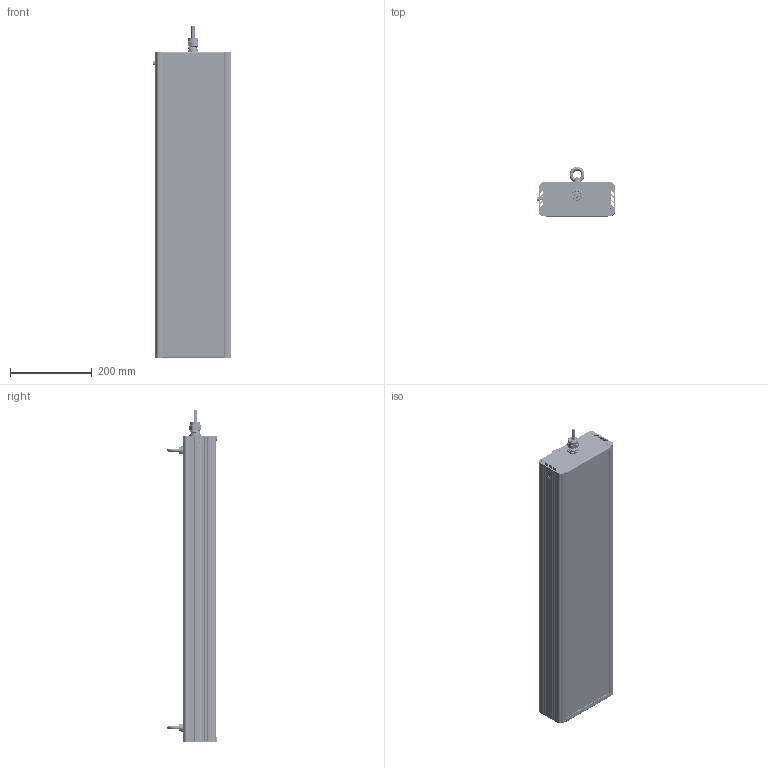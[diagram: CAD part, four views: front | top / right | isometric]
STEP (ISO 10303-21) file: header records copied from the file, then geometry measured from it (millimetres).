
FILE_DESCRIPTION(('STEP AP214'), '1');
FILE_NAME('001.0096.34.000 - ÃÑÏ-Ýêñòðà-Îïòèê-2Åõ-150', '', ('UNSPECIFIED'), ('UNSPECIFIED'), 'C3D Converter', 'C3D Toolkit', '');
FILE_SCHEMA(('AUTOMOTIVE_DESIGN { 1 0 10303 214 3 1 1}'));
Length unit declared in the file: millimetre
Products named in the file (29): 001.0096.34.000; 001.0065.02.000
Assembly tree (66 placements, depth 4):
  001.0096.34.000
    (unnamed)
      (unnamed)
      (unnamed)
      (unnamed)
      (unnamed)
      (unnamed)
      (unnamed)
      (unnamed)
      (unnamed)  x6
      (unnamed)  x6
      (unnamed)
      (unnamed)
      (unnamed)  x16
        (unnamed)
        (unnamed)
        (unnamed)
        (unnamed)
        (unnamed)
        (unnamed)
        (unnamed)
        (unnamed)
        (unnamed)
        (unnamed)
      (unnamed)
        (unnamed)
    001.0065.02.000  x2
      (unnamed)
      (unnamed)
Bounding box: 192.43 x 121.62 x 814 mm (x, y, z)
Volume: 2508172 mm3; surface area: 1854050.3 mm2
Topology: 555 solids, 555 shells, 7125 faces, 15723 edges, 10468 vertices
Faces by surface type: plane 5206, cylinder 1540, bspline 267, cone 91, sphere 16, torus 5
Full cylindrical faces by diameter (mm): 1 x16, 2 x32, 2.5 x64, 2.8 x400, 3.2 x16, 3.5 x96, 4 x13, 5 x2, 6 x3, 7 x2, 8 x12, 9 x208, 10 x1, 12.5 x1, 13 x1, 16 x1, 17 x1, 18 x1, 18.5 x1, 19 x1, 20 x1, 21.5 x1, 22 x2, 25.5 x1
Entity records: 82325 total; most frequent: CARTESIAN_POINT 44007, DIRECTION 6676, ORIENTED_EDGE 5678, EDGE_CURVE 2839, AXIS2_PLACEMENT_3D 2384, VERTEX_POINT 1971, LINE 1908, VECTOR 1908
